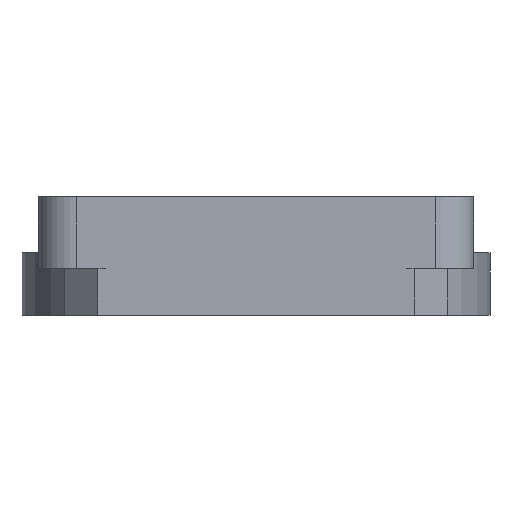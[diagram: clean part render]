
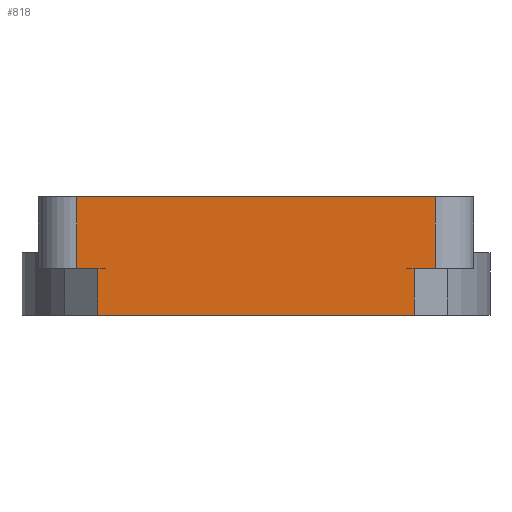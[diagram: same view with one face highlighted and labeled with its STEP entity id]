
A CAD part, left-side view. The second image highlights one B-rep face of the part: STEP entity #818.
In plain terms, the highlighted planar face has unit normal (-1, 0, 0).
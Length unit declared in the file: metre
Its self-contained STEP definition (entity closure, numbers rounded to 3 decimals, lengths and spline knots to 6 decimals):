
#41=LINE('',#1243,#99);
#42=LINE('',#1249,#100);
#71=LINE('',#1334,#129);
#72=LINE('',#1336,#130);
#73=LINE('',#1338,#131);
#74=LINE('',#1339,#132);
#75=LINE('',#1341,#133);
#76=LINE('',#1343,#134);
#99=VECTOR('',#993,1.);
#100=VECTOR('',#1000,1.);
#129=VECTOR('',#1081,1.);
#130=VECTOR('',#1084,1.);
#131=VECTOR('',#1085,1.);
#132=VECTOR('',#1086,1.);
#133=VECTOR('',#1087,1.);
#134=VECTOR('',#1088,1.);
#234=ORIENTED_EDGE('',*,*,#424,.T.);
#235=ORIENTED_EDGE('',*,*,#425,.T.);
#236=ORIENTED_EDGE('',*,*,#426,.F.);
#237=ORIENTED_EDGE('',*,*,#381,.F.);
#238=ORIENTED_EDGE('',*,*,#427,.F.);
#239=ORIENTED_EDGE('',*,*,#428,.F.);
#240=ORIENTED_EDGE('',*,*,#429,.T.);
#241=ORIENTED_EDGE('',*,*,#384,.F.);
#381=EDGE_CURVE('',#487,#488,#41,.T.);
#384=EDGE_CURVE('',#490,#491,#42,.T.);
#424=EDGE_CURVE('',#490,#519,#71,.T.);
#425=EDGE_CURVE('',#519,#520,#72,.T.);
#426=EDGE_CURVE('',#488,#520,#73,.T.);
#427=EDGE_CURVE('',#521,#487,#74,.T.);
#428=EDGE_CURVE('',#522,#521,#75,.T.);
#429=EDGE_CURVE('',#522,#491,#76,.T.);
#487=VERTEX_POINT('',#1242);
#488=VERTEX_POINT('',#1244);
#490=VERTEX_POINT('',#1250);
#491=VERTEX_POINT('',#1251);
#519=VERTEX_POINT('',#1333);
#520=VERTEX_POINT('',#1337);
#521=VERTEX_POINT('',#1340);
#522=VERTEX_POINT('',#1342);
#631=EDGE_LOOP('',(#234,#235,#236,#237,#238,#239,#240,#241));
#719=FACE_BOUND('',#631,.T.);
#788=PLANE('',#903);
#818=ADVANCED_FACE('',(#719),#788,.F.);
#903=AXIS2_PLACEMENT_3D('',#1335,#1082,#1083);
#993=DIRECTION('',(0.,1.,0.));
#1000=DIRECTION('',(0.,1.,0.));
#1081=DIRECTION('',(0.,0.,1.));
#1082=DIRECTION('',(1.,0.,0.));
#1083=DIRECTION('',(0.,0.,-1.));
#1084=DIRECTION('',(0.,1.,0.));
#1085=DIRECTION('',(0.,0.,1.));
#1086=DIRECTION('',(0.,0.,1.));
#1087=DIRECTION('',(0.,1.,0.));
#1088=DIRECTION('',(0.,0.,1.));
#1242=CARTESIAN_POINT('',(-0.080647,0.010144,-0.0086));
#1243=CARTESIAN_POINT('',(-0.080647,0.,-0.0086));
#1244=CARTESIAN_POINT('',(-0.080647,0.0115,-0.0086));
#1249=CARTESIAN_POINT('',(-0.080647,0.,-0.0086));
#1250=CARTESIAN_POINT('',(-0.080647,-0.0115,-0.0086));
#1251=CARTESIAN_POINT('',(-0.080647,-0.010144,-0.0086));
#1333=CARTESIAN_POINT('',(-0.080647,-0.0115,-0.004));
#1334=CARTESIAN_POINT('',(-0.080647,-0.0115,-0.0076));
#1335=CARTESIAN_POINT('',(-0.080647,0.,-0.0076));
#1336=CARTESIAN_POINT('',(-0.080647,0.,-0.004));
#1337=CARTESIAN_POINT('',(-0.080647,0.0115,-0.004));
#1338=CARTESIAN_POINT('',(-0.080647,0.0115,-0.0076));
#1339=CARTESIAN_POINT('',(-0.080647,0.010144,-0.0116));
#1340=CARTESIAN_POINT('',(-0.080647,0.010144,-0.0116));
#1341=CARTESIAN_POINT('',(-0.080647,0.,-0.0116));
#1342=CARTESIAN_POINT('',(-0.080647,-0.010144,-0.0116));
#1343=CARTESIAN_POINT('',(-0.080647,-0.010144,-0.0116));
